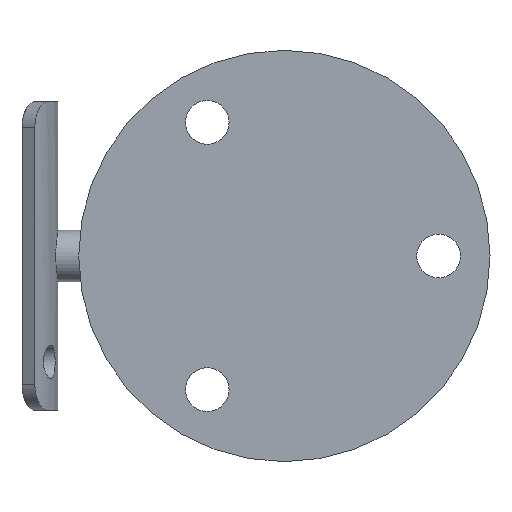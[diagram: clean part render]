
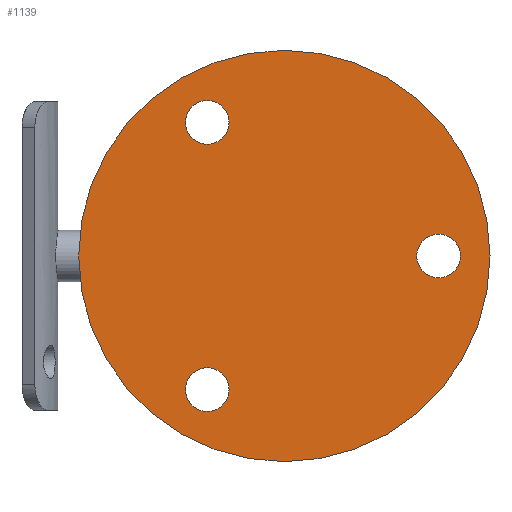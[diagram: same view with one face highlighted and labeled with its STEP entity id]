
A CAD part, left-side view. The second image highlights one B-rep face of the part: STEP entity #1139.
In plain terms, the highlighted planar face has unit normal (-1, 0, 0).
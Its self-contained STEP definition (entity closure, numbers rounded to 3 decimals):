
#2 = CIRCLE ( 'NONE', #256, 4.25 ) ;
#9 = DIRECTION ( 'NONE',  ( 1., 0., 0. ) ) ;
#10 = DIRECTION ( 'NONE',  ( 1., 0., 0. ) ) ;
#40 = CARTESIAN_POINT ( 'NONE',  ( 0., 15., 30.231 ) ) ;
#66 = CARTESIAN_POINT ( 'NONE',  ( 0., 0., 0. ) ) ;
#70 = CIRCLE ( 'NONE', #861, 4.25 ) ;
#72 = CARTESIAN_POINT ( 'NONE',  ( 0., 0., 40. ) ) ;
#108 = DIRECTION ( 'NONE',  ( 1., 0., 0. ) ) ;
#117 = ORIENTED_EDGE ( 'NONE', *, *, #262, .F. ) ;
#126 = CARTESIAN_POINT ( 'NONE',  ( 0., -30., 0. ) ) ;
#153 = VERTEX_POINT ( 'NONE', #1510 ) ;
#162 = DIRECTION ( 'NONE',  ( 0., 0., -1. ) ) ;
#167 = CARTESIAN_POINT ( 'NONE',  ( 0., -30., 4.25 ) ) ;
#175 = DIRECTION ( 'NONE',  ( 1., 0., 0. ) ) ;
#178 = CIRCLE ( 'NONE', #657, 4.25 ) ;
#233 = DIRECTION ( 'NONE',  ( 0., 0., -1. ) ) ;
#236 = CIRCLE ( 'NONE', #515, 40. ) ;
#237 = CIRCLE ( 'NONE', #1370, 4.25 ) ;
#245 = DIRECTION ( 'NONE',  ( 1., 0., 0. ) ) ;
#256 = AXIS2_PLACEMENT_3D ( 'NONE', #126, #108, #1371 ) ;
#258 = CARTESIAN_POINT ( 'NONE',  ( 0., 0., 0. ) ) ;
#262 = EDGE_CURVE ( 'NONE', #603, #815, #398, .T. ) ;
#273 = VERTEX_POINT ( 'NONE', #1201 ) ;
#304 = CARTESIAN_POINT ( 'NONE',  ( 0., 15., 25.981 ) ) ;
#322 = PLANE ( 'NONE',  #1393 ) ;
#343 = FACE_BOUND ( 'NONE', #1126, .T. ) ;
#346 = VERTEX_POINT ( 'NONE', #539 ) ;
#356 = DIRECTION ( 'NONE',  ( 1., 0., 0. ) ) ;
#366 = EDGE_CURVE ( 'NONE', #743, #346, #70, .T. ) ;
#372 = DIRECTION ( 'NONE',  ( 0., 0., -1. ) ) ;
#398 = CIRCLE ( 'NONE', #620, 40. ) ;
#515 = AXIS2_PLACEMENT_3D ( 'NONE', #258, #10, #372 ) ;
#538 = EDGE_LOOP ( 'NONE', ( #824, #1250 ) ) ;
#539 = CARTESIAN_POINT ( 'NONE',  ( 0., -30., -4.25 ) ) ;
#603 = VERTEX_POINT ( 'NONE', #1487 ) ;
#620 = AXIS2_PLACEMENT_3D ( 'NONE', #828, #913, #162 ) ;
#641 = CARTESIAN_POINT ( 'NONE',  ( 0., 15., -25.981 ) ) ;
#657 = AXIS2_PLACEMENT_3D ( 'NONE', #1140, #9, #1447 ) ;
#667 = ORIENTED_EDGE ( 'NONE', *, *, #986, .F. ) ;
#693 = CARTESIAN_POINT ( 'NONE',  ( 0., 15., -25.981 ) ) ;
#714 = DIRECTION ( 'NONE',  ( 1., 0., 0. ) ) ;
#735 = VERTEX_POINT ( 'NONE', #921 ) ;
#743 = VERTEX_POINT ( 'NONE', #167 ) ;
#793 = VERTEX_POINT ( 'NONE', #40 ) ;
#815 = VERTEX_POINT ( 'NONE', #72 ) ;
#824 = ORIENTED_EDGE ( 'NONE', *, *, #1483, .T. ) ;
#828 = CARTESIAN_POINT ( 'NONE',  ( 0., 0., 0. ) ) ;
#861 = AXIS2_PLACEMENT_3D ( 'NONE', #875, #356, #1360 ) ;
#875 = CARTESIAN_POINT ( 'NONE',  ( 0., -30., 0. ) ) ;
#913 = DIRECTION ( 'NONE',  ( 1., 0., 0. ) ) ;
#921 = CARTESIAN_POINT ( 'NONE',  ( 0., 15., -30.231 ) ) ;
#935 = FACE_BOUND ( 'NONE', #1592, .T. ) ;
#956 = EDGE_CURVE ( 'NONE', #153, #735, #988, .T. ) ;
#986 = EDGE_CURVE ( 'NONE', #815, #603, #236, .T. ) ;
#988 = CIRCLE ( 'NONE', #1196, 4.25 ) ;
#1025 = CIRCLE ( 'NONE', #1183, 4.25 ) ;
#1040 = ORIENTED_EDGE ( 'NONE', *, *, #1561, .T. ) ;
#1095 = FACE_OUTER_BOUND ( 'NONE', #1548, .T. ) ;
#1126 = EDGE_LOOP ( 'NONE', ( #1552, #1586 ) ) ;
#1139 = ADVANCED_FACE ( 'NONE', ( #343, #935, #1227, #1095 ), #322, .F. ) ;
#1140 = CARTESIAN_POINT ( 'NONE',  ( 0., 15., 25.981 ) ) ;
#1183 = AXIS2_PLACEMENT_3D ( 'NONE', #304, #714, #1322 ) ;
#1196 = AXIS2_PLACEMENT_3D ( 'NONE', #641, #245, #233 ) ;
#1198 = DIRECTION ( 'NONE',  ( 0., 0., -1. ) ) ;
#1201 = CARTESIAN_POINT ( 'NONE',  ( 0., 15., 21.731 ) ) ;
#1206 = DIRECTION ( 'NONE',  ( 1., 0., 0. ) ) ;
#1227 = FACE_BOUND ( 'NONE', #538, .T. ) ;
#1250 = ORIENTED_EDGE ( 'NONE', *, *, #366, .T. ) ;
#1263 = EDGE_CURVE ( 'NONE', #273, #793, #1025, .T. ) ;
#1322 = DIRECTION ( 'NONE',  ( 0., 0., -1. ) ) ;
#1351 = EDGE_CURVE ( 'NONE', #735, #153, #237, .T. ) ;
#1360 = DIRECTION ( 'NONE',  ( 0., 0., -1. ) ) ;
#1370 = AXIS2_PLACEMENT_3D ( 'NONE', #693, #175, #1198 ) ;
#1371 = DIRECTION ( 'NONE',  ( 0., 0., -1. ) ) ;
#1393 = AXIS2_PLACEMENT_3D ( 'NONE', #66, #1206, #1441 ) ;
#1418 = ORIENTED_EDGE ( 'NONE', *, *, #1263, .T. ) ;
#1441 = DIRECTION ( 'NONE',  ( 0., 0., -1. ) ) ;
#1447 = DIRECTION ( 'NONE',  ( 0., 0., -1. ) ) ;
#1483 = EDGE_CURVE ( 'NONE', #346, #743, #2, .T. ) ;
#1487 = CARTESIAN_POINT ( 'NONE',  ( 0., 0., -40. ) ) ;
#1510 = CARTESIAN_POINT ( 'NONE',  ( 0., 15., -21.731 ) ) ;
#1548 = EDGE_LOOP ( 'NONE', ( #667, #117 ) ) ;
#1552 = ORIENTED_EDGE ( 'NONE', *, *, #1351, .T. ) ;
#1561 = EDGE_CURVE ( 'NONE', #793, #273, #178, .T. ) ;
#1586 = ORIENTED_EDGE ( 'NONE', *, *, #956, .T. ) ;
#1592 = EDGE_LOOP ( 'NONE', ( #1418, #1040 ) ) ;
